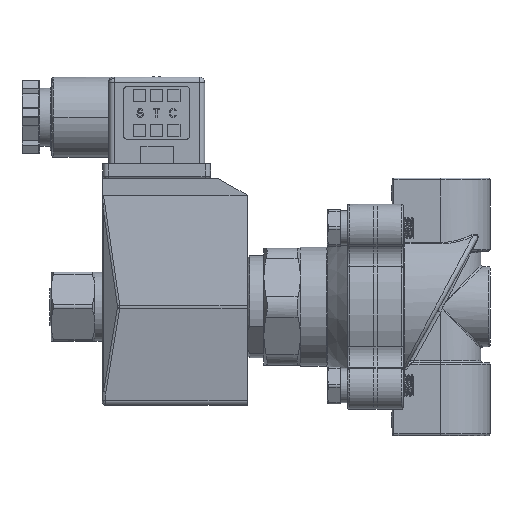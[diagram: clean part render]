
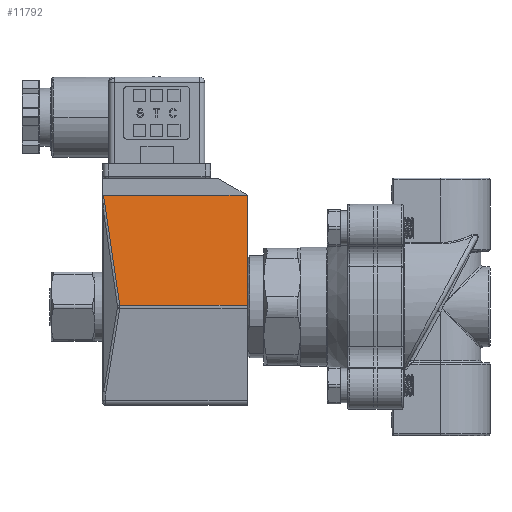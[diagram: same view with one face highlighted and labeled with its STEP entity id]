
A CAD part, left-side view. The second image highlights one B-rep face of the part: STEP entity #11792.
In plain terms, the highlighted planar face has unit normal (-0.992, 0, 0.123).
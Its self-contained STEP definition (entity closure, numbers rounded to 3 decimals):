
#1486 = EDGE_CURVE ( 'NONE', #66156, #91675, #14024, .T. ) ;
#4420 = CARTESIAN_POINT ( 'NONE',  ( -22.992, 106.156, 0. ) ) ;
#11792 = ADVANCED_FACE ( 'NONE', ( #77105 ), #24707, .T. ) ;
#14024 = LINE ( 'NONE', #125215, #38225 ) ;
#14800 = DIRECTION ( 'NONE',  ( -0.123, 0., -0.992 ) ) ;
#15640 = EDGE_CURVE ( 'NONE', #66156, #20423, #75396, .T. ) ;
#20423 = VERTEX_POINT ( 'NONE', #61619 ) ;
#23328 = EDGE_CURVE ( 'NONE', #25700, #91675, #114605, .T. ) ;
#24124 = CARTESIAN_POINT ( 'NONE',  ( -22.943, 66.5, 0.392 ) ) ;
#24707 = PLANE ( 'NONE',  #35470 ) ;
#25700 = VERTEX_POINT ( 'NONE', #36363 ) ;
#28169 = CARTESIAN_POINT ( 'NONE',  ( -22.943, 106.156, 0.392 ) ) ;
#31834 = LINE ( 'NONE', #61536, #111018 ) ;
#35470 = AXIS2_PLACEMENT_3D ( 'NONE', #4420, #76679, #14800 ) ;
#36363 = CARTESIAN_POINT ( 'NONE',  ( -22.943, 101.34, 0.392 ) ) ;
#38225 = VECTOR ( 'NONE', #63271, 1000. ) ;
#56414 = VECTOR ( 'NONE', #110842, 1000. ) ;
#57671 = EDGE_LOOP ( 'NONE', ( #83315, #107451, #105865, #127482 ) ) ;
#61536 = CARTESIAN_POINT ( 'NONE',  ( -19.212, 105.783, 30.581 ) ) ;
#61619 = CARTESIAN_POINT ( 'NONE',  ( -19.212, 105.783, 30.581 ) ) ;
#63271 = DIRECTION ( 'NONE',  ( -0.123, 0., -0.992 ) ) ;
#66156 = VERTEX_POINT ( 'NONE', #109030 ) ;
#75396 = LINE ( 'NONE', #97135, #102861 ) ;
#76679 = DIRECTION ( 'NONE',  ( -0.992, 0., 0.123 ) ) ;
#77105 = FACE_OUTER_BOUND ( 'NONE', #57671, .T. ) ;
#83315 = ORIENTED_EDGE ( 'NONE', *, *, #131389, .T. ) ;
#86735 = DIRECTION ( 'NONE',  ( 0., 1., 0. ) ) ;
#91675 = VERTEX_POINT ( 'NONE', #24124 ) ;
#97135 = CARTESIAN_POINT ( 'NONE',  ( -19.212, 106.156, 30.581 ) ) ;
#102861 = VECTOR ( 'NONE', #86735, 1000. ) ;
#105865 = ORIENTED_EDGE ( 'NONE', *, *, #1486, .F. ) ;
#107451 = ORIENTED_EDGE ( 'NONE', *, *, #23328, .T. ) ;
#109030 = CARTESIAN_POINT ( 'NONE',  ( -19.212, 66.5, 30.581 ) ) ;
#110842 = DIRECTION ( 'NONE',  ( 0., -1., 0. ) ) ;
#111018 = VECTOR ( 'NONE', #123471, 1000. ) ;
#114605 = LINE ( 'NONE', #28169, #56414 ) ;
#123471 = DIRECTION ( 'NONE',  ( -0.121, -0.145, -0.982 ) ) ;
#125215 = CARTESIAN_POINT ( 'NONE',  ( -19.212, 66.5, 30.581 ) ) ;
#127482 = ORIENTED_EDGE ( 'NONE', *, *, #15640, .T. ) ;
#131389 = EDGE_CURVE ( 'NONE', #20423, #25700, #31834, .T. ) ;
